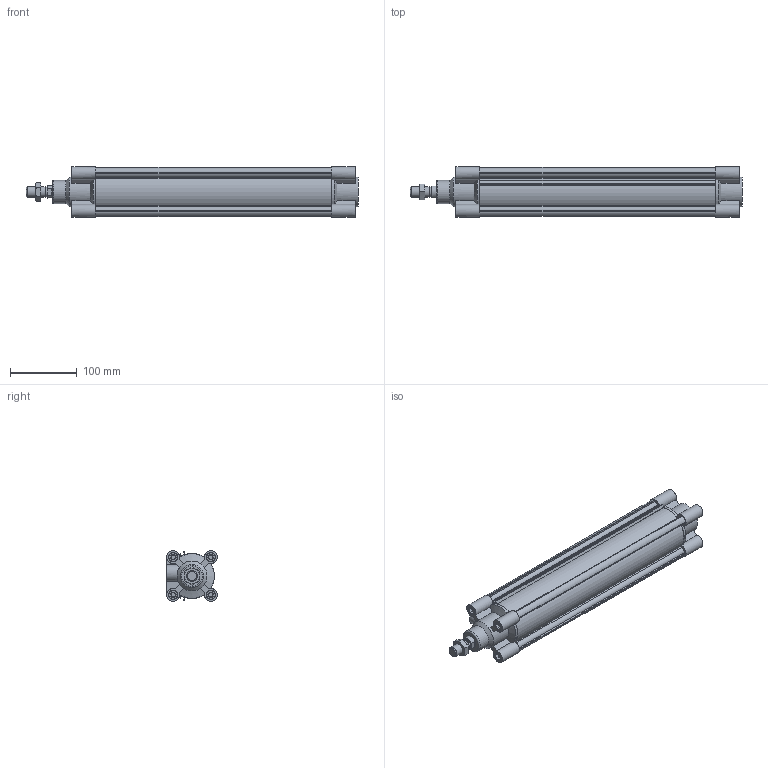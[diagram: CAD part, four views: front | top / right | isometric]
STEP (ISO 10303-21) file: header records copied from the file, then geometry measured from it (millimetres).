
FILE_DESCRIPTION(/* description */ ('STEP AP214'),/* implementation_level */ '2;1');
FILE_NAME(/* name */ '1390.63.305.01(00)',/* time_stamp */ '2022-12-07T14:37:30+01:00',/* author */ ('License CC BY-ND 4.0'),/* organization */ ('CADENAS'),/* preprocessor_version */ 'ST-DEVELOPER v18.102',/* originating_system */ 'PARTsolutions',/* authorisation */ ' ');
FILE_SCHEMA (('AUTOMOTIVE_DESIGN {1 0 10303 214 3 1 1}'));
Length unit declared in the file: millimetre
Products named in the file (6): 1390.63.305.01(00); 1320.63.18F; 633050_piston; 63-right_head; 633050CI250; 63_left_head
Assembly tree (5 placements, depth 2):
  1390.63.305.01(00)
    1320.63.18F
    633050_piston
    63-right_head
    633050CI250
    63_left_head
Bounding box: 499 x 76 x 76 mm (x, y, z)
Volume: 890483.3 mm3; surface area: 359811.1 mm2
Topology: 5 solids, 5 shells, 366 faces, 884 edges, 560 vertices
Faces by surface type: plane 250, cylinder 81, cone 34, torus 1
Full cylindrical faces by diameter (mm): 6.647 x8, 10 x2, 13 x8, 13.5 x8, 14.376 x1, 14.5 x1, 14.95 x2, 16 x1, 19.5 x1, 20 x2, 35 x1, 45 x2, 63 x4
Entity records: 10501 total; most frequent: CARTESIAN_POINT 1916, DIRECTION 1766, ORIENTED_EDGE 1646, EDGE_CURVE 823, AXIS2_PLACEMENT_3D 621, VERTEX_POINT 557, LINE 524, VECTOR 524
